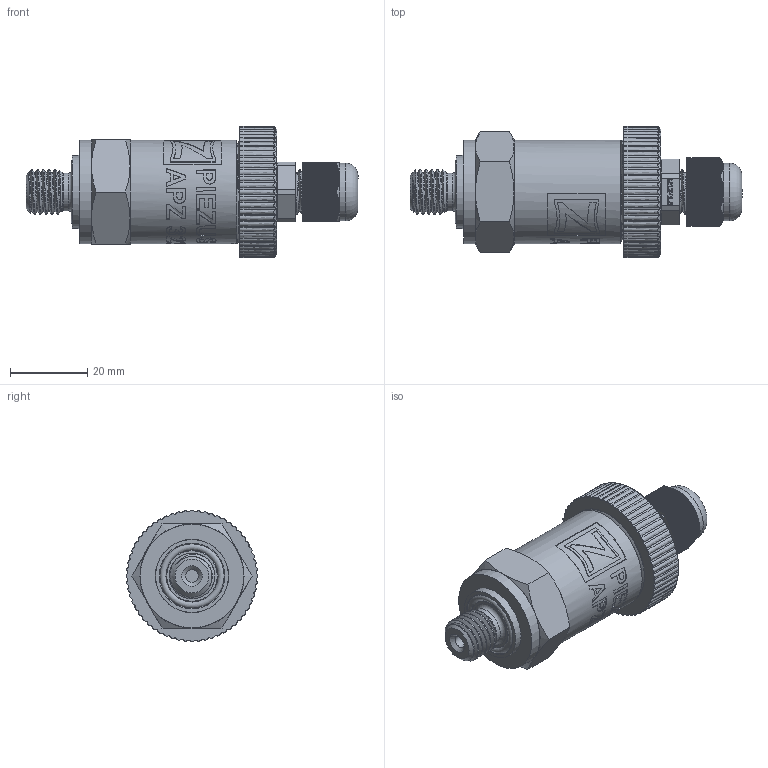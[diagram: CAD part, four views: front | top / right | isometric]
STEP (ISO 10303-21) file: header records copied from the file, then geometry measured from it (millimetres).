
FILE_DESCRIPTION(/* description */ (''),/* implementation_level */ '2;1');
FILE_NAME(/* name */ 'APZ3230_M12x1,5DIN_CableGland.step',/* time_stamp */ '2021-06-24T10:06:24+03:00',/* author */ (''),/* organization */ (''),/* preprocessor_version */ 'ST-DEVELOPER v18.1',/* originating_system */ 'Autodesk Translation Framework v10.9.0.1377',/* authorisation */ '');
FILE_SCHEMA (('AUTOMOTIVE_DESIGN { 1 0 10303 214 3 1 1 }'));
Products named in the file (8): APZ3230_M12x1,5DIN_CableGland; M12x1,5 DIN; OMAL nut M27x1.5 v8; Ш100.000.001 v3; M12x1.5 Cable gland v3; Cable gland; Rubber gasket; M12 Domed nut
Assembly tree (7 placements, depth 3):
  APZ3230_M12x1,5DIN_CableGland
    M12x1,5 DIN
    OMAL nut M27x1.5 v8
    Ш100.000.001 v3
    M12x1.5 Cable gland v3
      Cable gland
      Rubber gasket
      M12 Domed nut
Bounding box: 86.16 x 34 x 34 mm (x, y, z)
Volume: 35546.7 mm3; surface area: 16256 mm2
Topology: 7 solids, 7 shells, 2700 faces, 7872 edges, 5231 vertices
Faces by surface type: plane 1483, cylinder 771, bspline 407, cone 25, torus 13, sphere 1
Full cylindrical faces by diameter (mm): 1 x6, 3.3 x1, 7.5 x1, 8 x1, 9.8 x1, 9.976 x5, 10 x6, 10.137 x5, 10.376 x4, 10.526 x1, 11.6 x4, 11.85 x4, 12 x5, 12.6 x1, 13.5 x2, 15 x1, 16.7 x2, 17 x1, 21.4 x2, 22.5 x1, 24.5 x1, 25.132 x4, 25.526 x4, 26.85 x5, 27.208 x5
Entity records: 123000 total; most frequent: CARTESIAN_POINT 53710, ORIENTED_EDGE 15744, DIRECTION 12827, EDGE_CURVE 7872, VERTEX_POINT 5231, LINE 4461, VECTOR 4461, AXIS2_PLACEMENT_3D 4183
